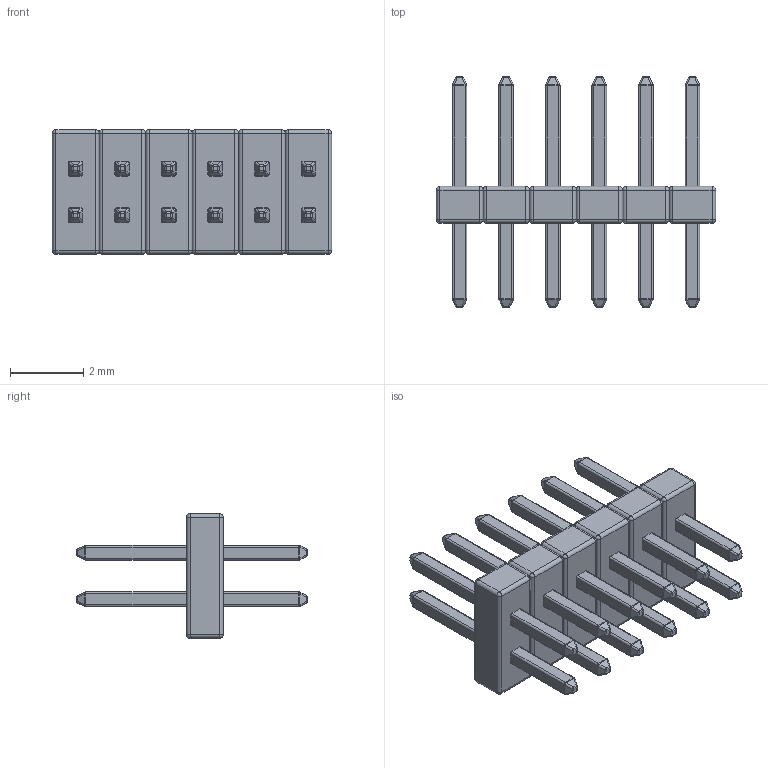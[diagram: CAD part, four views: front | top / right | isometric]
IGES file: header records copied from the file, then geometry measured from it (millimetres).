
Start section: SolidWorks IGES file using analytic representation for surfaces
Global section: file name: M50-3500642.IGS; native system: SolidWorks 2014; preprocessor: SolidWorks 2014; author: susan_ahlfs; date: 180110.151019; units: millimetre
Bounding box: 7.62 x 6.3 x 3.4 mm (x, y, z)
Surface area: 193.5 mm2 (no closed solid volume)
Topology: 0 solids, 0 shells, 948 faces, 4368 edges, 4224 vertices
Faces by surface type: revolution 696, bspline 252
